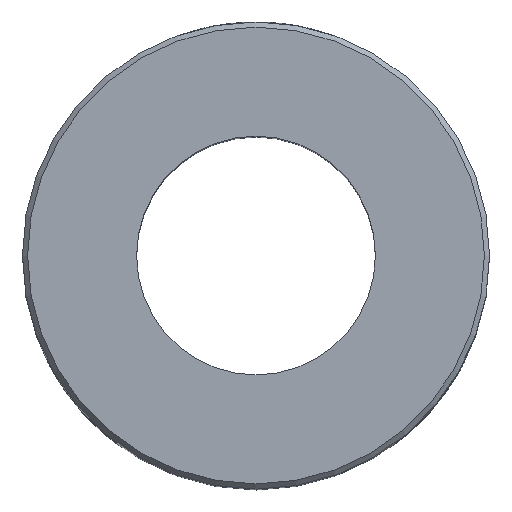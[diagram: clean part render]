
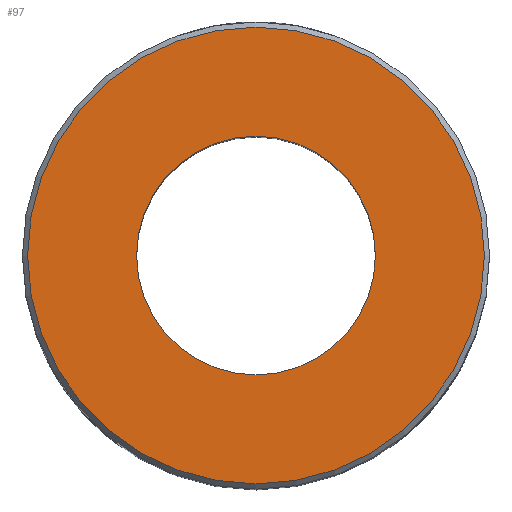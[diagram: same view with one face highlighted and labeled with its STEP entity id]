
A CAD part, top view. The second image highlights one B-rep face of the part: STEP entity #97.
In plain terms, the highlighted planar face has unit normal (0, 0, 1).
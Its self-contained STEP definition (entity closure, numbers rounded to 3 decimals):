
#86=EDGE_CURVE('240[2]',#235,#235,#236,.T.);
#97=ADVANCED_FACE('240[2]',(#253,#254),#255,.T.);
#155=EDGE_CURVE('240[2]',#345,#345,#346,.T.);
#235=VERTEX_POINT('',#448);
#236=CIRCLE('',#449,23.0);
#253=FACE_OUTER_BOUND('',#601,.T.);
#254=FACE_BOUND('',#602,.T.);
#255=PLANE('',#603);
#345=VERTEX_POINT('',#1236);
#346=CIRCLE('',#1237,44.0);
#448=CARTESIAN_POINT('',(-23.0,0.,0.));
#449=AXIS2_PLACEMENT_3D('',#1743,#1744,#1745);
#601=EDGE_LOOP('',(#1753));
#602=EDGE_LOOP('',(#1754));
#603=AXIS2_PLACEMENT_3D('',#1755,#1756,#1757);
#1236=CARTESIAN_POINT('',(-44.0,0.,0.));
#1237=AXIS2_PLACEMENT_3D('',#1833,#1834,#1835);
#1743=CARTESIAN_POINT('',(0.0,0.0,0.0));
#1744=DIRECTION('',(0.,0.,-1.0));
#1745=DIRECTION('',(-1.0,0.,0.));
#1753=ORIENTED_EDGE('',*,*,#155,.F.);
#1754=ORIENTED_EDGE('',*,*,#86,.T.);
#1755=CARTESIAN_POINT('',(-33.5,0.,0.));
#1756=DIRECTION('',(0.,0.,1.0));
#1757=DIRECTION('',(1.0,0.,0.));
#1833=CARTESIAN_POINT('',(0.0,0.0,0.0));
#1834=DIRECTION('',(0.,0.,-1.0));
#1835=DIRECTION('',(-1.0,0.,0.));
